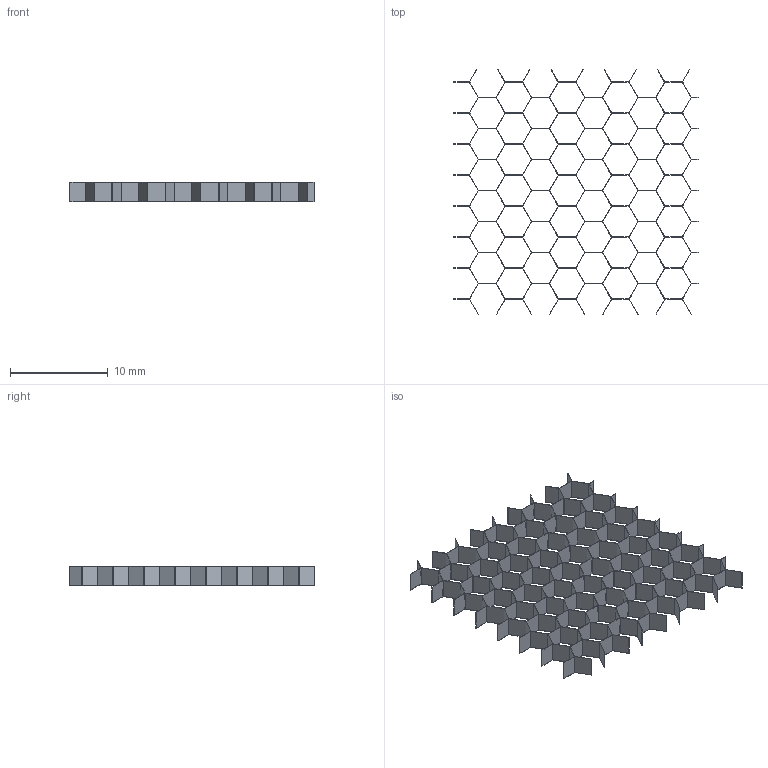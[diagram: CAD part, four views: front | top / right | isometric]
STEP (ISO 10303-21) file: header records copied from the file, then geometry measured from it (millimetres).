
FILE_DESCRIPTION (( 'STEP AP203' ), '1' );
FILE_NAME ('Web model 37836_37836.step', '2018-04-02T14:18:36', ( '' ), ( '' ), 'SwSTEP 2.0', 'SolidWorks 2016', '' );
FILE_SCHEMA (( 'CONFIG_CONTROL_DESIGN' ));
Length unit declared in the file: millimetre
Products named in the file (1): Web model 37836_37836
Bounding box: 25 x 25 x 2 mm (x, y, z)
Volume: 25.6 mm3; surface area: 1979.7 mm2
Topology: 1 solids, 1 shells, 717 faces, 2145 edges, 1430 vertices
Faces by surface type: plane 717
Entity records: 24128 total; most frequent: CARTESIAN_POINT 4293, ORIENTED_EDGE 4290, DIRECTION 3581, LINE 2145, EDGE_CURVE 2145, VECTOR 2145, VERTEX_POINT 1430, EDGE_LOOP 933
